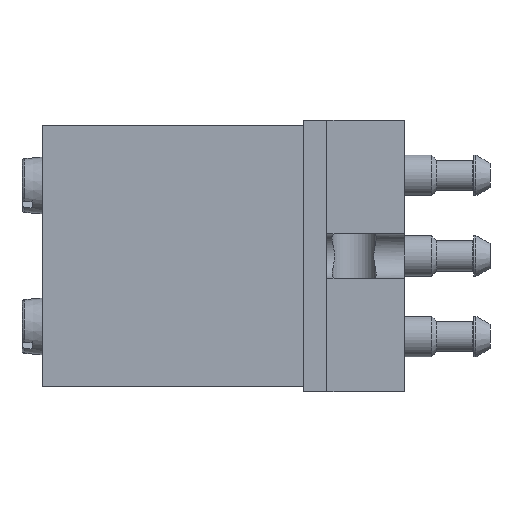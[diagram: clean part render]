
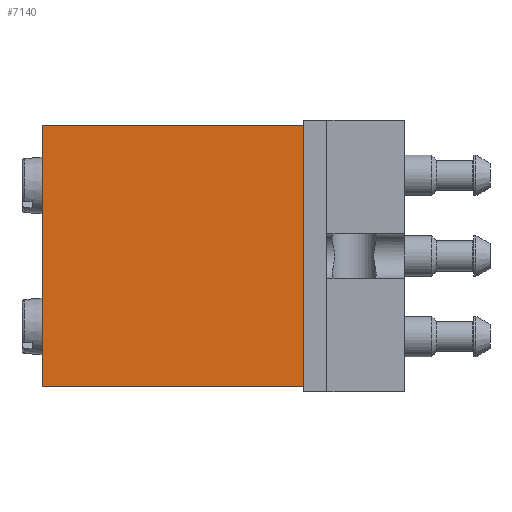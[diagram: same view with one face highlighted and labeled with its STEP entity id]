
A CAD part, left-side view. The second image highlights one B-rep face of the part: STEP entity #7140.
In plain terms, the highlighted planar face has unit normal (-1, 0, 0).
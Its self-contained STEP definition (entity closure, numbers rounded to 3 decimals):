
#1133=ORIENTED_EDGE('',*,*,#2100,.T.);
#1134=ORIENTED_EDGE('',*,*,#2187,.F.);
#1135=ORIENTED_EDGE('',*,*,#2095,.F.);
#1136=ORIENTED_EDGE('',*,*,#2106,.T.);
#2095=EDGE_CURVE('',#2661,#2662,#3001,.T.);
#2100=EDGE_CURVE('',#2666,#2665,#3006,.T.);
#2106=EDGE_CURVE('',#2661,#2666,#3012,.T.);
#2187=EDGE_CURVE('',#2662,#2665,#3056,.T.);
#2661=VERTEX_POINT('',#10341);
#2662=VERTEX_POINT('',#10343);
#2665=VERTEX_POINT('',#10351);
#2666=VERTEX_POINT('',#10353);
#3001=LINE('',#10342,#3233);
#3006=LINE('',#10352,#3238);
#3012=LINE('',#10363,#3244);
#3056=LINE('',#10630,#3288);
#3233=VECTOR('',#8417,1000.);
#3238=VECTOR('',#8424,1000.);
#3244=VECTOR('',#8432,1000.);
#3288=VECTOR('',#8560,1000.);
#3543=EDGE_LOOP('',(#1133,#1134,#1135,#1136));
#4097=FACE_BOUND('',#3543,.T.);
#4537=PLANE('',#7617);
#7140=ADVANCED_FACE('',(#4097),#4537,.F.);
#7617=AXIS2_PLACEMENT_3D('',#10696,#8635,#8636);
#8417=DIRECTION('',(0.,-1.,0.));
#8424=DIRECTION('',(0.,-1.,0.));
#8432=DIRECTION('',(0.,0.,-1.));
#8560=DIRECTION('',(0.,0.,-1.));
#8635=DIRECTION('',(1.,0.,0.));
#8636=DIRECTION('',(0.,0.,-1.));
#10341=CARTESIAN_POINT('',(-30.05,36.,13.));
#10342=CARTESIAN_POINT('',(-30.05,36.,13.));
#10343=CARTESIAN_POINT('',(-30.05,10.,13.));
#10351=CARTESIAN_POINT('',(-30.05,10.,-13.));
#10352=CARTESIAN_POINT('',(-30.05,36.,-13.));
#10353=CARTESIAN_POINT('',(-30.05,36.,-13.));
#10363=CARTESIAN_POINT('',(-30.05,36.,13.));
#10630=CARTESIAN_POINT('',(-30.05,10.,13.));
#10696=CARTESIAN_POINT('',(-30.05,36.,13.));
